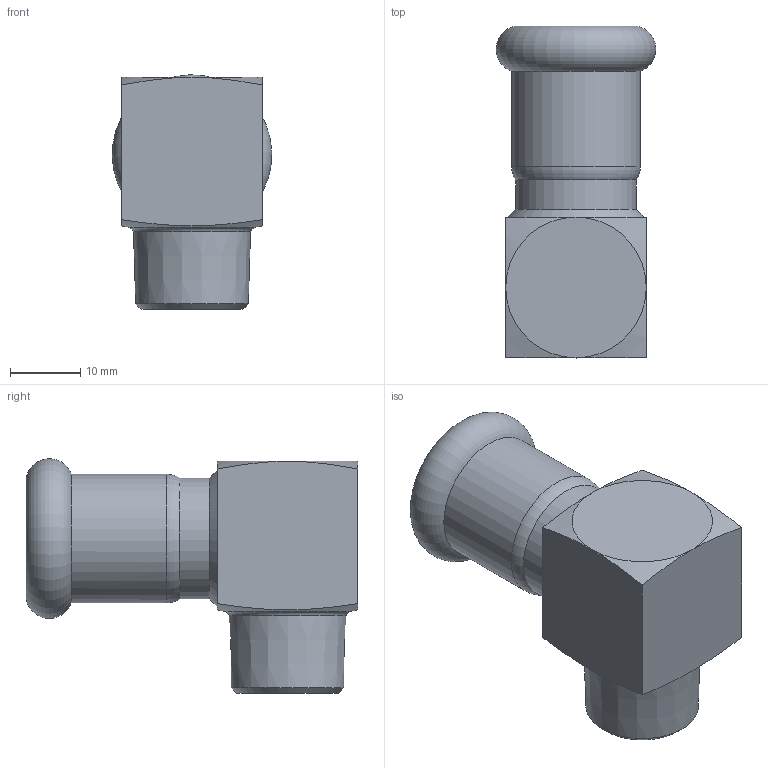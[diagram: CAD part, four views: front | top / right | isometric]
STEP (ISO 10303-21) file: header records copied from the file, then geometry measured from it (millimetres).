
FILE_DESCRIPTION(/* description */ ('GOMITO MISTO 90° MF 3/8"x15'),/* implementation_level */ '2;1');
FILE_NAME(/* name */ '385308015_Steelpres.stp',/* time_stamp */ '2022-10-21T14:23:19+02:00',/* author */ ('Vault'),/* organization */ ('Raccorderie metalliche s.p.a. '),/* preprocessor_version */ 'ST-DEVELOPER v18.1',/* originating_system */ 'Autodesk Inventor 2020',/* authorisation */ 'Raccorderie metalliche s.p.a. ');
FILE_SCHEMA (('AUTOMOTIVE_DESIGN { 1 0 10303 214 3 1 1 }'));
Length unit declared in the file: millimetre
Products named in the file (1): 385308015_Steelpres
Bounding box: 22.7 x 47.2 x 33.35 mm (x, y, z)
Volume: 9598.7 mm3; surface area: 7290.8 mm2
Topology: 1 solids, 2 shells, 39 faces, 108 edges, 73 vertices
Faces by surface type: cylinder 12, cone 12, plane 9, torus 6
Full cylindrical faces by diameter (mm): 12 x1, 14.2 x1, 15.3 x1, 15.7 x2, 17.2 x2, 17.6 x1, 18.3 x1
Entity records: 1327 total; most frequent: DIRECTION 246, CARTESIAN_POINT 246, ORIENTED_EDGE 214, AXIS2_PLACEMENT_3D 112, EDGE_CURVE 107, VERTEX_POINT 73, CIRCLE 68, EDGE_LOOP 44
